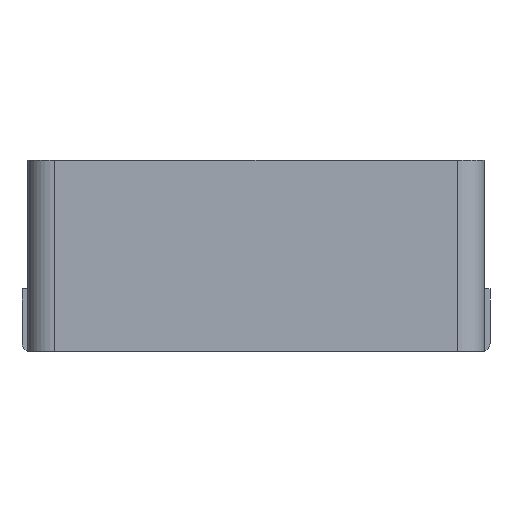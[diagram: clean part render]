
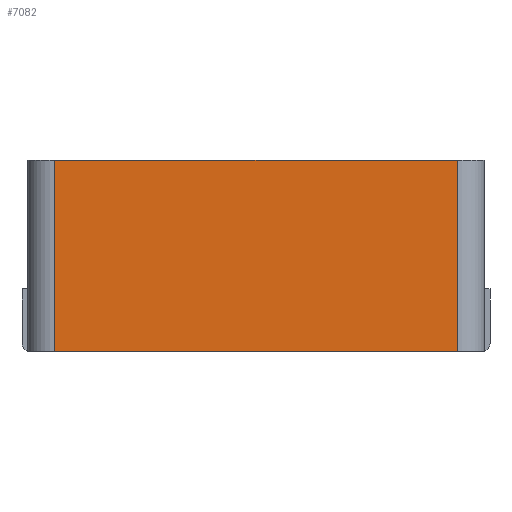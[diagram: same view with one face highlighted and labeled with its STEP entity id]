
A CAD part, front view. The second image highlights one B-rep face of the part: STEP entity #7082.
In plain terms, the highlighted planar face has unit normal (0, -1, 0).
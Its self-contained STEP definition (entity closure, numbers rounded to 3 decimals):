
#236 = EDGE_CURVE ( 'NONE', #14997, #13852, #6792, .T. ) ;
#511 = DIRECTION ( 'NONE',  ( 0., 0., 1. ) ) ;
#1092 = DIRECTION ( 'NONE',  ( 0., 0., 1. ) ) ;
#1257 = DIRECTION ( 'NONE',  ( 1., 0., 0. ) ) ;
#1890 = ORIENTED_EDGE ( 'NONE', *, *, #6732, .T. ) ;
#2702 = DIRECTION ( 'NONE',  ( 1., 0., 0. ) ) ;
#2720 = LINE ( 'NONE', #8450, #3635 ) ;
#2753 = EDGE_LOOP ( 'NONE', ( #1890, #17117, #16382, #5094 ) ) ;
#3425 = EDGE_CURVE ( 'NONE', #14997, #7893, #4079, .T. ) ;
#3435 = VECTOR ( 'NONE', #8234, 1000. ) ;
#3635 = VECTOR ( 'NONE', #1092, 1000. ) ;
#3965 = CARTESIAN_POINT ( 'NONE',  ( -7.375, -8.75, 7. ) ) ;
#4079 = LINE ( 'NONE', #16116, #4138 ) ;
#4138 = VECTOR ( 'NONE', #1257, 1000. ) ;
#5094 = ORIENTED_EDGE ( 'NONE', *, *, #236, .T. ) ;
#5894 = EDGE_CURVE ( 'NONE', #8611, #7893, #2720, .T. ) ;
#6518 = FACE_OUTER_BOUND ( 'NONE', #2753, .T. ) ;
#6732 = EDGE_CURVE ( 'NONE', #13852, #8611, #9884, .T. ) ;
#6792 = LINE ( 'NONE', #3965, #3435 ) ;
#7082 = ADVANCED_FACE ( 'NONE', ( #6518 ), #18445, .F. ) ;
#7893 = VERTEX_POINT ( 'NONE', #11864 ) ;
#8234 = DIRECTION ( 'NONE',  ( 0., 0., -1. ) ) ;
#8450 = CARTESIAN_POINT ( 'NONE',  ( 7.375, -8.75, 7. ) ) ;
#8611 = VERTEX_POINT ( 'NONE', #12942 ) ;
#9612 = DIRECTION ( 'NONE',  ( 0., 1., 0. ) ) ;
#9884 = LINE ( 'NONE', #17174, #18103 ) ;
#10343 = CARTESIAN_POINT ( 'NONE',  ( -7.375, -8.75, 7. ) ) ;
#11567 = AXIS2_PLACEMENT_3D ( 'NONE', #16718, #9612, #511 ) ;
#11636 = CARTESIAN_POINT ( 'NONE',  ( -7.375, -8.75, 0. ) ) ;
#11864 = CARTESIAN_POINT ( 'NONE',  ( 7.375, -8.75, 7. ) ) ;
#12942 = CARTESIAN_POINT ( 'NONE',  ( 7.375, -8.75, 0. ) ) ;
#13852 = VERTEX_POINT ( 'NONE', #11636 ) ;
#14997 = VERTEX_POINT ( 'NONE', #10343 ) ;
#16116 = CARTESIAN_POINT ( 'NONE',  ( -8.375, -8.75, 7. ) ) ;
#16382 = ORIENTED_EDGE ( 'NONE', *, *, #3425, .F. ) ;
#16718 = CARTESIAN_POINT ( 'NONE',  ( -8.375, -8.75, 7. ) ) ;
#17117 = ORIENTED_EDGE ( 'NONE', *, *, #5894, .T. ) ;
#17174 = CARTESIAN_POINT ( 'NONE',  ( -8.375, -8.75, 0. ) ) ;
#18103 = VECTOR ( 'NONE', #2702, 1000. ) ;
#18445 = PLANE ( 'NONE',  #11567 ) ;
